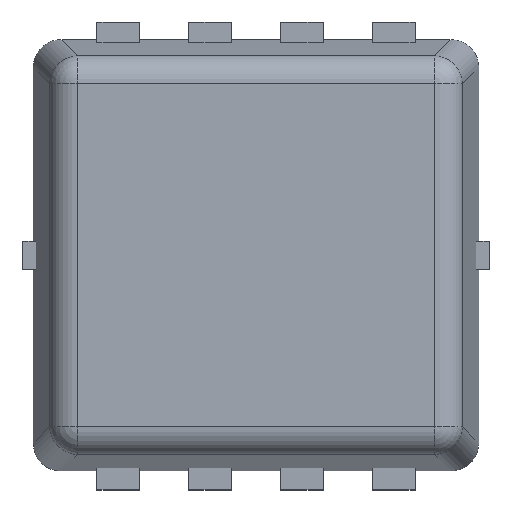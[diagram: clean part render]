
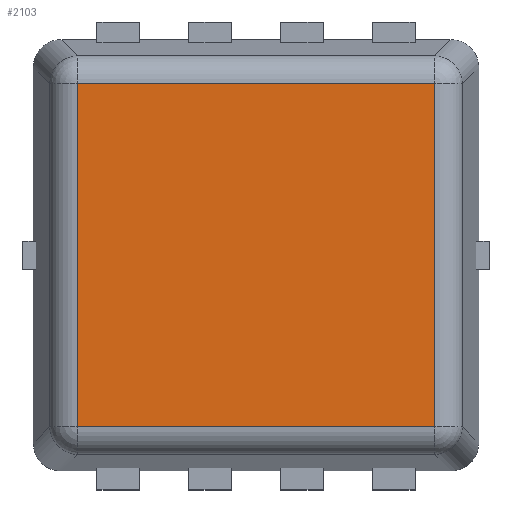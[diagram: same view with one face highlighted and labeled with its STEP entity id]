
A CAD part, top view. The second image highlights one B-rep face of the part: STEP entity #2103.
In plain terms, the highlighted planar face has unit normal (0, 0, 1).
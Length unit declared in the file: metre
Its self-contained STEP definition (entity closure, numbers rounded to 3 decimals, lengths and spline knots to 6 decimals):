
#592=ORIENTED_EDGE('',*,*,#924,.T.);
#593=ORIENTED_EDGE('',*,*,#925,.T.);
#594=ORIENTED_EDGE('',*,*,#926,.T.);
#595=ORIENTED_EDGE('',*,*,#927,.T.);
#924=EDGE_CURVE('',#1132,#1133,#1416,.F.);
#925=EDGE_CURVE('',#1133,#1134,#1417,.F.);
#926=EDGE_CURVE('',#1134,#1135,#1418,.F.);
#927=EDGE_CURVE('',#1135,#1132,#1419,.F.);
#1132=VERTEX_POINT('',#3353);
#1133=VERTEX_POINT('',#3354);
#1134=VERTEX_POINT('',#3356);
#1135=VERTEX_POINT('',#3358);
#1416=LINE('',#3352,#1700);
#1417=LINE('',#3355,#1701);
#1418=LINE('',#3357,#1702);
#1419=LINE('',#3359,#1703);
#1700=VECTOR('',#2729,1.);
#1701=VECTOR('',#2730,1.);
#1702=VECTOR('',#2731,1.);
#1703=VECTOR('',#2732,1.);
#1797=EDGE_LOOP('',(#592,#593,#594,#595));
#1903=FACE_BOUND('',#1797,.T.);
#2009=PLANE('',#2226);
#2103=ADVANCED_FACE('',(#1903),#2009,.T.);
#2226=AXIS2_PLACEMENT_3D('',#3351,#2727,#2728);
#2727=DIRECTION('',(0.,0.,1.));
#2728=DIRECTION('',(1.,0.,0.));
#2729=DIRECTION('',(1.,0.,0.));
#2730=DIRECTION('',(0.,1.,0.));
#2731=DIRECTION('',(-1.,0.,0.));
#2732=DIRECTION('',(0.,-1.,0.));
#3351=CARTESIAN_POINT('',(0.,0.,0.00075));
#3352=CARTESIAN_POINT('',(0.,0.001214,0.00075));
#3353=CARTESIAN_POINT('',(0.001264,0.001214,0.00075));
#3354=CARTESIAN_POINT('',(-0.001264,0.001214,0.00075));
#3355=CARTESIAN_POINT('',(-0.001264,-0.001376,0.00075));
#3356=CARTESIAN_POINT('',(-0.001264,-0.001214,0.00075));
#3357=CARTESIAN_POINT('',(0.001426,-0.001214,0.00075));
#3358=CARTESIAN_POINT('',(0.001264,-0.001214,0.00075));
#3359=CARTESIAN_POINT('',(0.001264,0.,0.00075));
